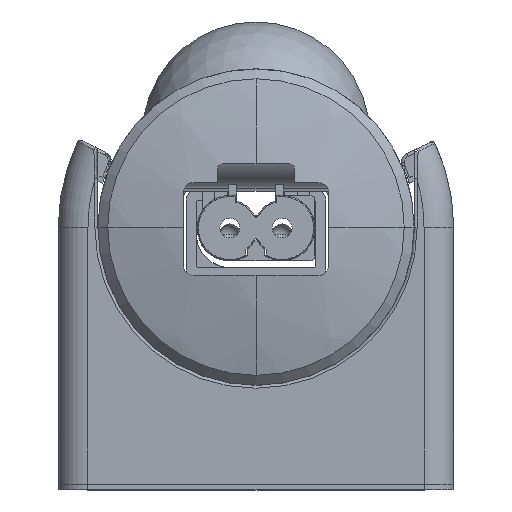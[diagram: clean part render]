
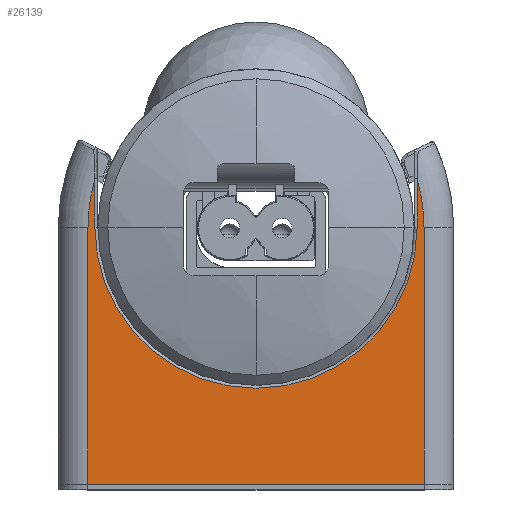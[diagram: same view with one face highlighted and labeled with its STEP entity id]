
A CAD part, top view. The second image highlights one B-rep face of the part: STEP entity #26139.
In plain terms, the highlighted planar face has unit normal (0, 0, 1).
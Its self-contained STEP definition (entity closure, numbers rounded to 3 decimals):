
#920 = CIRCLE ( 'NONE', #14159, 17. ) ;
#1251 = LINE ( 'NONE', #15622, #15375 ) ;
#1478 = CARTESIAN_POINT ( 'NONE',  ( -17., 16., 170. ) ) ;
#2234 = CARTESIAN_POINT ( 'NONE',  ( -20., 16., 170. ) ) ;
#2291 = CARTESIAN_POINT ( 'NONE',  ( 17., 0., 170. ) ) ;
#2484 = CARTESIAN_POINT ( 'NONE',  ( -16.3, 0., 170. ) ) ;
#3184 = CARTESIAN_POINT ( 'NONE',  ( 16.3, 0., 170. ) ) ;
#3434 = ORIENTED_EDGE ( 'NONE', *, *, #34453, .T. ) ;
#3685 = ORIENTED_EDGE ( 'NONE', *, *, #5918, .T. ) ;
#3811 = CARTESIAN_POINT ( 'NONE',  ( 0., 0., 170. ) ) ;
#5106 = DIRECTION ( 'NONE',  ( -1., 0., 0. ) ) ;
#5344 = CARTESIAN_POINT ( 'NONE',  ( -17., 0., 170. ) ) ;
#5918 = EDGE_CURVE ( 'NONE', #13127, #24407, #26865, .T. ) ;
#6148 = ORIENTED_EDGE ( 'NONE', *, *, #20161, .T. ) ;
#6537 = DIRECTION ( 'NONE',  ( 0., 1., 0. ) ) ;
#6639 = DIRECTION ( 'NONE',  ( -1., 0., 0. ) ) ;
#7815 = PLANE ( 'NONE',  #10620 ) ;
#8704 = ORIENTED_EDGE ( 'NONE', *, *, #9145, .T. ) ;
#9145 = EDGE_CURVE ( 'NONE', #13123, #10353, #32174, .T. ) ;
#9757 = VECTOR ( 'NONE', #30863, 1000. ) ;
#9810 = DIRECTION ( 'NONE',  ( 0., 0., 1. ) ) ;
#10006 = VERTEX_POINT ( 'NONE', #20758 ) ;
#10353 = VERTEX_POINT ( 'NONE', #28061 ) ;
#10620 = AXIS2_PLACEMENT_3D ( 'NONE', #2234, #21959, #5106 ) ;
#10721 = DIRECTION ( 'NONE',  ( 0., 0., -1. ) ) ;
#10847 = LINE ( 'NONE', #20395, #34148 ) ;
#10939 = AXIS2_PLACEMENT_3D ( 'NONE', #27539, #10721, #30355 ) ;
#11723 = AXIS2_PLACEMENT_3D ( 'NONE', #3811, #23484, #6639 ) ;
#11787 = EDGE_LOOP ( 'NONE', ( #6148, #8704, #25765, #3685, #31711, #30954, #3434, #29425 ) ) ;
#12817 = EDGE_CURVE ( 'NONE', #10006, #30329, #10847, .T. ) ;
#13123 = VERTEX_POINT ( 'NONE', #2484 ) ;
#13127 = VERTEX_POINT ( 'NONE', #5344 ) ;
#14159 = AXIS2_PLACEMENT_3D ( 'NONE', #26648, #9810, #29447 ) ;
#14360 = CIRCLE ( 'NONE', #11723, 17. ) ;
#15375 = VECTOR ( 'NONE', #18485, 1000. ) ;
#15622 = CARTESIAN_POINT ( 'NONE',  ( -20., -26., 170. ) ) ;
#18485 = DIRECTION ( 'NONE',  ( 1., 0., 0. ) ) ;
#18994 = VECTOR ( 'NONE', #6537, 1000. ) ;
#19224 = VERTEX_POINT ( 'NONE', #2291 ) ;
#19456 = VECTOR ( 'NONE', #35166, 1000. ) ;
#20161 = EDGE_CURVE ( 'NONE', #30329, #13123, #30751, .T. ) ;
#20395 = CARTESIAN_POINT ( 'NONE',  ( 16.3, 16., 170. ) ) ;
#20758 = CARTESIAN_POINT ( 'NONE',  ( 16.3, 4.828, 170. ) ) ;
#21959 = DIRECTION ( 'NONE',  ( 0., 0., -1. ) ) ;
#23213 = DIRECTION ( 'NONE',  ( 0., -1., 0. ) ) ;
#23484 = DIRECTION ( 'NONE',  ( 0., 0., 1. ) ) ;
#24407 = VERTEX_POINT ( 'NONE', #26144 ) ;
#25227 = CARTESIAN_POINT ( 'NONE',  ( -16.3, 5.745, 170. ) ) ;
#25765 = ORIENTED_EDGE ( 'NONE', *, *, #32792, .T. ) ;
#26139 = ADVANCED_FACE ( 'NONE', ( #31582 ), #7815, .F. ) ;
#26144 = CARTESIAN_POINT ( 'NONE',  ( -17., -26., 170. ) ) ;
#26202 = CARTESIAN_POINT ( 'NONE',  ( 17., 16., 170. ) ) ;
#26648 = CARTESIAN_POINT ( 'NONE',  ( 0., 0., 170. ) ) ;
#26865 = LINE ( 'NONE', #1478, #19456 ) ;
#27539 = CARTESIAN_POINT ( 'NONE',  ( 0., 0., 170. ) ) ;
#27902 = EDGE_CURVE ( 'NONE', #29377, #19224, #33916, .T. ) ;
#28061 = CARTESIAN_POINT ( 'NONE',  ( -16.3, 4.828, 170. ) ) ;
#29377 = VERTEX_POINT ( 'NONE', #33597 ) ;
#29425 = ORIENTED_EDGE ( 'NONE', *, *, #12817, .T. ) ;
#29447 = DIRECTION ( 'NONE',  ( -1., 0., 0. ) ) ;
#30329 = VERTEX_POINT ( 'NONE', #3184 ) ;
#30355 = DIRECTION ( 'NONE',  ( -1., 0., 0. ) ) ;
#30751 = CIRCLE ( 'NONE', #10939, 16.3 ) ;
#30863 = DIRECTION ( 'NONE',  ( 0., 1., 0. ) ) ;
#30954 = ORIENTED_EDGE ( 'NONE', *, *, #27902, .T. ) ;
#31582 = FACE_OUTER_BOUND ( 'NONE', #11787, .T. ) ;
#31711 = ORIENTED_EDGE ( 'NONE', *, *, #36394, .T. ) ;
#32174 = LINE ( 'NONE', #25227, #9757 ) ;
#32792 = EDGE_CURVE ( 'NONE', #10353, #13127, #14360, .T. ) ;
#33597 = CARTESIAN_POINT ( 'NONE',  ( 17., -26., 170. ) ) ;
#33916 = LINE ( 'NONE', #26202, #18994 ) ;
#34148 = VECTOR ( 'NONE', #23213, 1000. ) ;
#34453 = EDGE_CURVE ( 'NONE', #19224, #10006, #920, .T. ) ;
#35166 = DIRECTION ( 'NONE',  ( 0., -1., 0. ) ) ;
#36394 = EDGE_CURVE ( 'NONE', #24407, #29377, #1251, .T. ) ;
